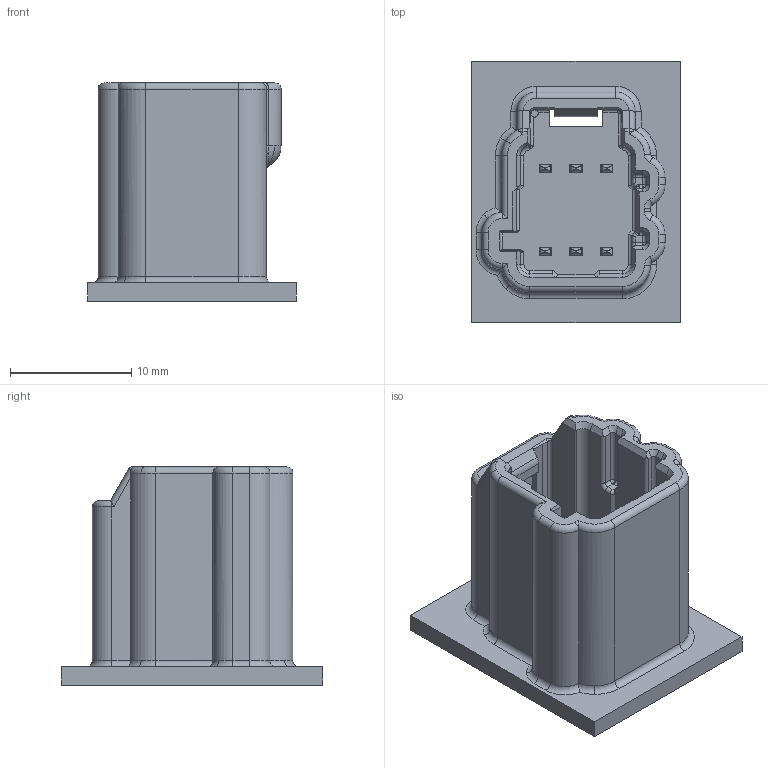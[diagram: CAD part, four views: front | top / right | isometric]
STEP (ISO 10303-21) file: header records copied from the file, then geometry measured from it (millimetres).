
FILE_DESCRIPTION(('CATIA V5 STEP Exchange','CAx-IF Rec.Pracs.--- Model Styling and Organization---1.4--- 2014-01-23'),'2;1');
FILE_NAME('6W INTERFACE KEY B.stp','2023-03-21T12:18:51+00:00',('none'),('none'),'CATIA Version 5-6 Release 2017 SP5 HF58','CATIA V5 STEP AP214','none');
FILE_SCHEMA(('AUTOMOTIVE_DESIGN { 1 0 10303 214 1 1 1 1 }'));
Length unit declared in the file: millimetre
Products named in the file (3): 6W MATING CONNECTOR; 1.2MMTERMINAL; KEYWAY B
Assembly tree (2 placements, depth 2):
  6W MATING CONNECTOR
    1.2MMTERMINAL
    KEYWAY B
Bounding box: 17.2 x 21.55 x 18 mm (x, y, z)
Volume: 1718.7 mm3; surface area: 2648.1 mm2
Topology: 7 solids, 7 shells, 348 faces, 883 edges, 531 vertices
Faces by surface type: cylinder 135, plane 123, torus 42, sphere 20, bspline 12, cone 12, revolution 4
Entity records: 10976 total; most frequent: CARTESIAN_POINT 3269, ORIENTED_EDGE 1730, DIRECTION 1289, EDGE_CURVE 865, VERTEX_POINT 531, AXIS2_PLACEMENT_3D 511, VECTOR 444, LINE 444
